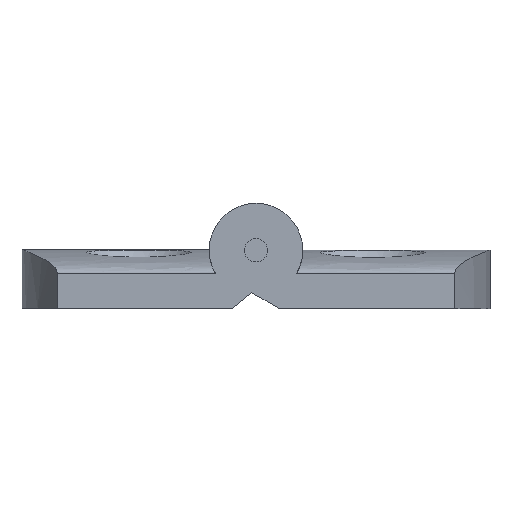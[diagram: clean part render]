
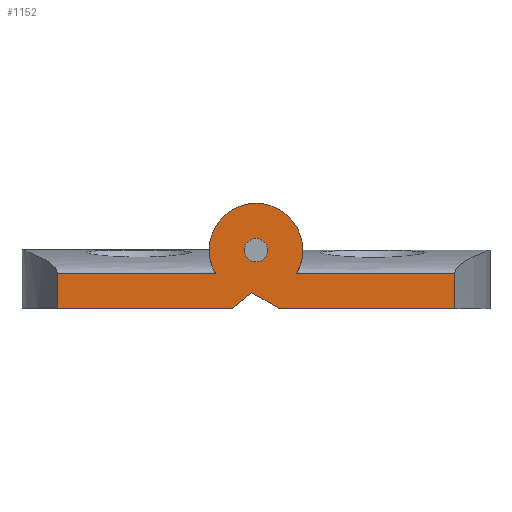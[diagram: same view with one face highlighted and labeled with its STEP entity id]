
A CAD part, front view. The second image highlights one B-rep face of the part: STEP entity #1152.
In plain terms, the highlighted planar face has unit normal (0, -1, 0).
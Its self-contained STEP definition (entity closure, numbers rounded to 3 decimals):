
#66 = VECTOR ( 'NONE', #1709, 1000. ) ;
#83 = AXIS2_PLACEMENT_3D ( 'NONE', #389, #1645, #408 ) ;
#103 = VERTEX_POINT ( 'NONE', #1135 ) ;
#120 = CARTESIAN_POINT ( 'NONE',  ( -2., -16., -4.978 ) ) ;
#171 = DIRECTION ( 'NONE',  ( 0., 0., -1. ) ) ;
#175 = VECTOR ( 'NONE', #1385, 1000. ) ;
#179 = DIRECTION ( 'NONE',  ( 0., 0., 1. ) ) ;
#182 = FACE_OUTER_BOUND ( 'NONE', #721, .T. ) ;
#188 = EDGE_CURVE ( 'NONE', #960, #869, #1018, .T. ) ;
#191 = CARTESIAN_POINT ( 'NONE',  ( 2., -16., -5. ) ) ;
#215 = DIRECTION ( 'NONE',  ( 0., 0., 1. ) ) ;
#236 = EDGE_CURVE ( 'NONE', #103, #1436, #1181, .T. ) ;
#242 = LINE ( 'NONE', #910, #677 ) ;
#249 = CARTESIAN_POINT ( 'NONE',  ( -17., -16., -1.978 ) ) ;
#261 = ORIENTED_EDGE ( 'NONE', *, *, #1696, .T. ) ;
#325 = CARTESIAN_POINT ( 'NONE',  ( 12.488, -16., -2. ) ) ;
#345 = CARTESIAN_POINT ( 'NONE',  ( 2., -16., -5. ) ) ;
#376 = CIRCLE ( 'NONE', #1719, 1. ) ;
#377 = DIRECTION ( 'NONE',  ( 0., 0., -1. ) ) ;
#387 = AXIS2_PLACEMENT_3D ( 'NONE', #861, #871, #171 ) ;
#388 = ORIENTED_EDGE ( 'NONE', *, *, #1265, .F. ) ;
#389 = CARTESIAN_POINT ( 'NONE',  ( 0., -16., 0. ) ) ;
#391 = LINE ( 'NONE', #1502, #1244 ) ;
#408 = DIRECTION ( 'NONE',  ( 0., 0., 1. ) ) ;
#411 = EDGE_CURVE ( 'NONE', #1066, #869, #1196, .T. ) ;
#461 = CARTESIAN_POINT ( 'NONE',  ( 17., -16., -2. ) ) ;
#464 = VERTEX_POINT ( 'NONE', #634 ) ;
#467 = DIRECTION ( 'NONE',  ( 0., 0., -1. ) ) ;
#494 = LINE ( 'NONE', #345, #1086 ) ;
#531 = VERTEX_POINT ( 'NONE', #1162 ) ;
#601 = PLANE ( 'NONE',  #1778 ) ;
#619 = CARTESIAN_POINT ( 'NONE',  ( -3.477, -16., -1.978 ) ) ;
#629 = CIRCLE ( 'NONE', #83, 1. ) ;
#634 = CARTESIAN_POINT ( 'NONE',  ( 0., -16., -1. ) ) ;
#646 = ORIENTED_EDGE ( 'NONE', *, *, #188, .T. ) ;
#677 = VECTOR ( 'NONE', #1078, 1000. ) ;
#689 = EDGE_CURVE ( 'NONE', #464, #531, #629, .T. ) ;
#717 = EDGE_CURVE ( 'NONE', #1026, #103, #1114, .T. ) ;
#721 = EDGE_LOOP ( 'NONE', ( #261, #646, #1189, #895, #920, #1621, #1031, #1755, #388, #1272 ) ) ;
#732 = CARTESIAN_POINT ( 'NONE',  ( 3.464, -16., -2. ) ) ;
#743 = FACE_BOUND ( 'NONE', #1057, .T. ) ;
#809 = DIRECTION ( 'NONE',  ( -0.771, 0., -0.637 ) ) ;
#835 = CARTESIAN_POINT ( 'NONE',  ( 17., -16., -5. ) ) ;
#851 = EDGE_CURVE ( 'NONE', #531, #464, #376, .T. ) ;
#854 = CARTESIAN_POINT ( 'NONE',  ( -2., -16., -4.978 ) ) ;
#861 = CARTESIAN_POINT ( 'NONE',  ( 0., -16., 0. ) ) ;
#869 = VERTEX_POINT ( 'NONE', #732 ) ;
#871 = DIRECTION ( 'NONE',  ( 0., 1., 0. ) ) ;
#895 = ORIENTED_EDGE ( 'NONE', *, *, #1117, .F. ) ;
#910 = CARTESIAN_POINT ( 'NONE',  ( 20., -16., -5. ) ) ;
#916 = CIRCLE ( 'NONE', #387, 4. ) ;
#920 = ORIENTED_EDGE ( 'NONE', *, *, #1102, .T. ) ;
#960 = VERTEX_POINT ( 'NONE', #1377 ) ;
#989 = CARTESIAN_POINT ( 'NONE',  ( 0., -16., 0. ) ) ;
#1002 = CARTESIAN_POINT ( 'NONE',  ( -7.985, -16., -1.978 ) ) ;
#1018 = B_SPLINE_CURVE_WITH_KNOTS ( 'NONE', 3,
 ( #461, #325, #1592, #1145 ),
 .UNSPECIFIED., .F., .F.,
 ( 4, 4 ),
 ( 0., 1. ),
 .UNSPECIFIED. ) ;
#1019 = CARTESIAN_POINT ( 'NONE',  ( -0.37, -16., -3.631 ) ) ;
#1020 = DIRECTION ( 'NONE',  ( 0., 1., 0. ) ) ;
#1026 = VERTEX_POINT ( 'NONE', #854 ) ;
#1031 = ORIENTED_EDGE ( 'NONE', *, *, #717, .F. ) ;
#1057 = EDGE_LOOP ( 'NONE', ( #1270, #1382 ) ) ;
#1066 = VERTEX_POINT ( 'NONE', #1292 ) ;
#1078 = DIRECTION ( 'NONE',  ( -1., 0., 0. ) ) ;
#1086 = VECTOR ( 'NONE', #1469, 1000. ) ;
#1102 = EDGE_CURVE ( 'NONE', #1297, #1436, #1440, .T. ) ;
#1114 = LINE ( 'NONE', #120, #175 ) ;
#1117 = EDGE_CURVE ( 'NONE', #1297, #1066, #916, .T. ) ;
#1123 = VERTEX_POINT ( 'NONE', #191 ) ;
#1135 = CARTESIAN_POINT ( 'NONE',  ( -17., -16., -4.978 ) ) ;
#1145 = CARTESIAN_POINT ( 'NONE',  ( 3.464, -16., -2. ) ) ;
#1152 = ADVANCED_FACE ( 'NONE', ( #182, #743 ), #601, .T. ) ;
#1155 = CARTESIAN_POINT ( 'NONE',  ( -17., -16., -15.978 ) ) ;
#1160 = CARTESIAN_POINT ( 'NONE',  ( 0., -16., 0. ) ) ;
#1162 = CARTESIAN_POINT ( 'NONE',  ( 0., -16., 1. ) ) ;
#1177 = CARTESIAN_POINT ( 'NONE',  ( -12.492, -16., -1.978 ) ) ;
#1181 = LINE ( 'NONE', #1155, #1643 ) ;
#1189 = ORIENTED_EDGE ( 'NONE', *, *, #411, .F. ) ;
#1196 = CIRCLE ( 'NONE', #1462, 4. ) ;
#1244 = VECTOR ( 'NONE', #809, 1000. ) ;
#1250 = EDGE_CURVE ( 'NONE', #1481, #1123, #242, .T. ) ;
#1265 = EDGE_CURVE ( 'NONE', #1123, #1711, #494, .T. ) ;
#1270 = ORIENTED_EDGE ( 'NONE', *, *, #851, .T. ) ;
#1272 = ORIENTED_EDGE ( 'NONE', *, *, #1250, .F. ) ;
#1292 = CARTESIAN_POINT ( 'NONE',  ( 0., -16., 4. ) ) ;
#1295 = CARTESIAN_POINT ( 'NONE',  ( 17., -16., -16. ) ) ;
#1297 = VERTEX_POINT ( 'NONE', #1488 ) ;
#1304 = LINE ( 'NONE', #1295, #66 ) ;
#1377 = CARTESIAN_POINT ( 'NONE',  ( 17., -16., -2. ) ) ;
#1382 = ORIENTED_EDGE ( 'NONE', *, *, #689, .T. ) ;
#1385 = DIRECTION ( 'NONE',  ( -1., 0., 0. ) ) ;
#1436 = VERTEX_POINT ( 'NONE', #249 ) ;
#1440 = B_SPLINE_CURVE_WITH_KNOTS ( 'NONE', 3,
 ( #619, #1002, #1177, #1564 ),
 .UNSPECIFIED., .F., .F.,
 ( 4, 4 ),
 ( 0., 1. ),
 .UNSPECIFIED. ) ;
#1447 = EDGE_CURVE ( 'NONE', #1711, #1026, #391, .T. ) ;
#1462 = AXIS2_PLACEMENT_3D ( 'NONE', #1596, #1715, #467 ) ;
#1469 = DIRECTION ( 'NONE',  ( -0.866, 0., 0.5 ) ) ;
#1481 = VERTEX_POINT ( 'NONE', #835 ) ;
#1488 = CARTESIAN_POINT ( 'NONE',  ( -3.477, -16., -1.978 ) ) ;
#1502 = CARTESIAN_POINT ( 'NONE',  ( 4., -16., -0.022 ) ) ;
#1564 = CARTESIAN_POINT ( 'NONE',  ( -17., -16., -1.978 ) ) ;
#1592 = CARTESIAN_POINT ( 'NONE',  ( 7.976, -16., -2. ) ) ;
#1596 = CARTESIAN_POINT ( 'NONE',  ( 0., -16., 0. ) ) ;
#1621 = ORIENTED_EDGE ( 'NONE', *, *, #236, .F. ) ;
#1643 = VECTOR ( 'NONE', #215, 1000. ) ;
#1645 = DIRECTION ( 'NONE',  ( 0., 1., 0. ) ) ;
#1696 = EDGE_CURVE ( 'NONE', #1481, #960, #1304, .T. ) ;
#1709 = DIRECTION ( 'NONE',  ( 0., 0., 1. ) ) ;
#1711 = VERTEX_POINT ( 'NONE', #1019 ) ;
#1715 = DIRECTION ( 'NONE',  ( 0., 1., 0. ) ) ;
#1719 = AXIS2_PLACEMENT_3D ( 'NONE', #989, #1020, #179 ) ;
#1751 = DIRECTION ( 'NONE',  ( 0., -1., 0. ) ) ;
#1755 = ORIENTED_EDGE ( 'NONE', *, *, #1447, .F. ) ;
#1778 = AXIS2_PLACEMENT_3D ( 'NONE', #1160, #1751, #377 ) ;
